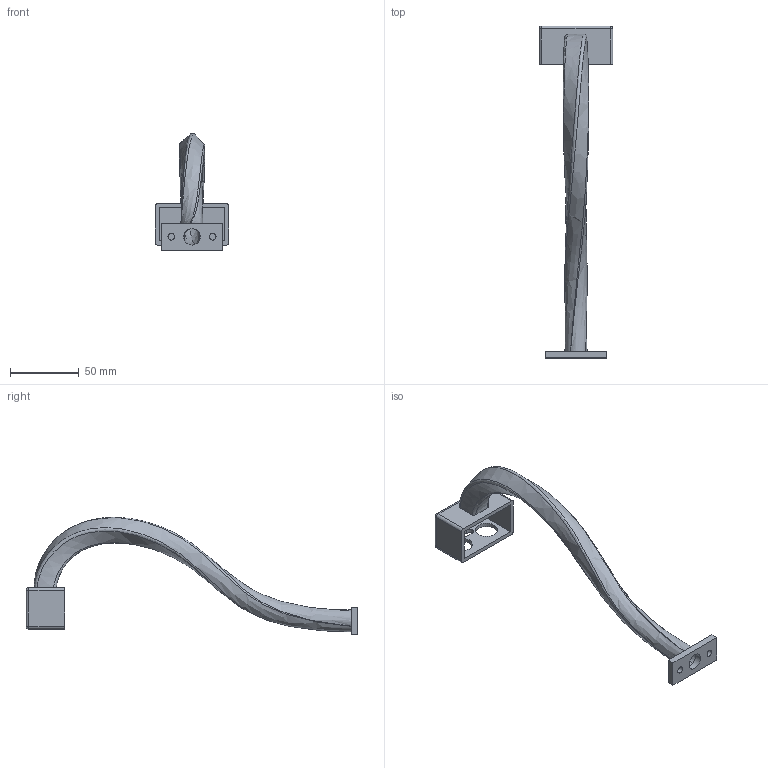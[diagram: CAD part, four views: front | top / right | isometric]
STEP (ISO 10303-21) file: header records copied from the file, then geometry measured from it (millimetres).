
FILE_DESCRIPTION((''),'2;1');
FILE_NAME('ULTRASONIC_HC-SR04_-_FACE_MOUNT','2024-11-27T21:25:51',('weiss'),(''),'CREO PARAMETRIC BY PTC INC, 2022014','CREO PARAMETRIC BY PTC INC, 2022014','');
FILE_SCHEMA(('CONFIG_CONTROL_DESIGN'));
Length unit declared in the file: millimetre
Products named in the file (1): ULTRASONIC_HC-SR04_-_FACE_MOUNT
Bounding box: 53.5 x 241.06 x 85.07 mm (x, y, z)
Volume: 41531.8 mm3; surface area: 37047.5 mm2
Topology: 1 solids, 1 shells, 64 faces, 161 edges, 103 vertices
Faces by surface type: plane 24, cylinder 20, bspline 12, cone 4, sphere 4
Entity records: 5496 total; most frequent: CARTESIAN_POINT 3969, ORIENTED_EDGE 322, DIRECTION 274, EDGE_CURVE 161, VERTEX_POINT 103, AXIS2_PLACEMENT_3D 98, EDGE_LOOP 80, VECTOR 78
